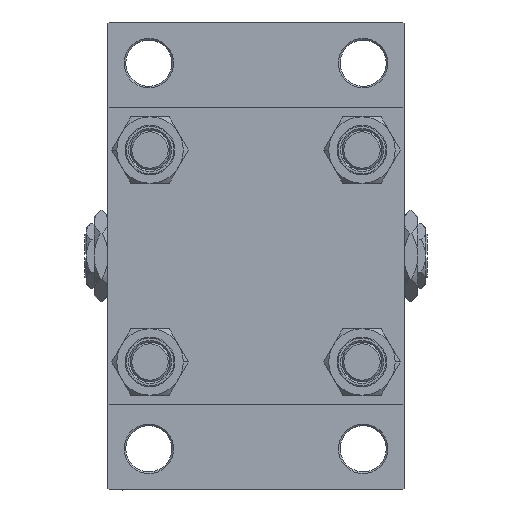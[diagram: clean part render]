
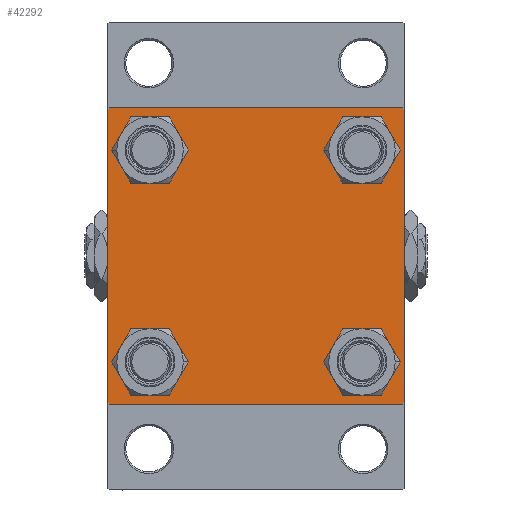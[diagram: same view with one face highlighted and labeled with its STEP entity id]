
A CAD part, left-side view. The second image highlights one B-rep face of the part: STEP entity #42292.
In plain terms, the highlighted planar face has unit normal (-1, 0, 0).
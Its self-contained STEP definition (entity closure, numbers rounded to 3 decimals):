
#561 = DIRECTION ( 'NONE',  ( -1., 0., 0. ) ) ;
#576 = ORIENTED_EDGE ( 'NONE', *, *, #5576, .T. ) ;
#728 = CARTESIAN_POINT ( 'NONE',  ( 0., 32.15, -38.65 ) ) ;
#828 = VERTEX_POINT ( 'NONE', #15183 ) ;
#906 = VECTOR ( 'NONE', #23915, 1000. ) ;
#1113 = ORIENTED_EDGE ( 'NONE', *, *, #12967, .T. ) ;
#1126 = LINE ( 'NONE', #38545, #906 ) ;
#1515 = PLANE ( 'NONE',  #23185 ) ;
#2529 = CARTESIAN_POINT ( 'NONE',  ( 0., -45., 45. ) ) ;
#2859 = VERTEX_POINT ( 'NONE', #46767 ) ;
#3009 = DIRECTION ( 'NONE',  ( 0., -1., 0. ) ) ;
#4236 = EDGE_CURVE ( 'NONE', #45723, #2859, #44921, .T. ) ;
#4265 = DIRECTION ( 'NONE',  ( 0., 0., 1. ) ) ;
#4742 = DIRECTION ( 'NONE',  ( 0., 0., 1. ) ) ;
#4806 = EDGE_CURVE ( 'NONE', #29356, #33978, #11083, .T. ) ;
#5228 = FACE_OUTER_BOUND ( 'NONE', #33799, .T. ) ;
#5239 = VERTEX_POINT ( 'NONE', #22043 ) ;
#5365 = EDGE_CURVE ( 'NONE', #34145, #23861, #37859, .T. ) ;
#5576 = EDGE_CURVE ( 'NONE', #48413, #25863, #37076, .T. ) ;
#5710 = ORIENTED_EDGE ( 'NONE', *, *, #20200, .T. ) ;
#5900 = CARTESIAN_POINT ( 'NONE',  ( 0., 45., 45. ) ) ;
#6342 = CARTESIAN_POINT ( 'NONE',  ( 0., 44.75, 44.75 ) ) ;
#6709 = DIRECTION ( 'NONE',  ( 0., 0., 1. ) ) ;
#6785 = ORIENTED_EDGE ( 'NONE', *, *, #38333, .T. ) ;
#7480 = LINE ( 'NONE', #40442, #33788 ) ;
#7959 = EDGE_LOOP ( 'NONE', ( #8198, #33971 ) ) ;
#8112 = CARTESIAN_POINT ( 'NONE',  ( 0., -32.15, 32.15 ) ) ;
#8198 = ORIENTED_EDGE ( 'NONE', *, *, #30285, .T. ) ;
#8957 = DIRECTION ( 'NONE',  ( 0., 0., 1. ) ) ;
#9237 = EDGE_CURVE ( 'NONE', #48413, #44792, #1126, .T. ) ;
#10382 = LINE ( 'NONE', #18820, #30979 ) ;
#10724 = CARTESIAN_POINT ( 'NONE',  ( 0., -44.5, 45. ) ) ;
#11083 = CIRCLE ( 'NONE', #38760, 6.5 ) ;
#11366 = CIRCLE ( 'NONE', #44613, 6.5 ) ;
#11516 = CIRCLE ( 'NONE', #27308, 6.5 ) ;
#12290 = ORIENTED_EDGE ( 'NONE', *, *, #4236, .F. ) ;
#12692 = FACE_BOUND ( 'NONE', #42680, .T. ) ;
#12708 = EDGE_LOOP ( 'NONE', ( #46115, #6785 ) ) ;
#12809 = EDGE_CURVE ( 'NONE', #17969, #828, #11366, .T. ) ;
#12908 = EDGE_CURVE ( 'NONE', #828, #17969, #42232, .T. ) ;
#12967 = EDGE_CURVE ( 'NONE', #48367, #26278, #27956, .T. ) ;
#13227 = CARTESIAN_POINT ( 'NONE',  ( 0., -32.15, 32.15 ) ) ;
#13266 = EDGE_CURVE ( 'NONE', #25863, #34145, #28709, .T. ) ;
#13604 = CARTESIAN_POINT ( 'NONE',  ( 0., 44.5, 45. ) ) ;
#13640 = CIRCLE ( 'NONE', #23919, 6.5 ) ;
#14861 = CARTESIAN_POINT ( 'NONE',  ( 0., -32.15, 25.65 ) ) ;
#14907 = CARTESIAN_POINT ( 'NONE',  ( 0., 32.15, -32.15 ) ) ;
#14970 = CARTESIAN_POINT ( 'NONE',  ( 0., 32.15, 25.65 ) ) ;
#15183 = CARTESIAN_POINT ( 'NONE',  ( 0., -32.15, -25.65 ) ) ;
#15684 = EDGE_CURVE ( 'NONE', #45723, #44792, #34383, .T. ) ;
#16195 = EDGE_LOOP ( 'NONE', ( #35227, #1113 ) ) ;
#17083 = DIRECTION ( 'NONE',  ( 0., 0., -1. ) ) ;
#17161 = CARTESIAN_POINT ( 'NONE',  ( 0., 45., 44.5 ) ) ;
#17498 = CARTESIAN_POINT ( 'NONE',  ( 0., -32.15, -38.65 ) ) ;
#17693 = DIRECTION ( 'NONE',  ( 1., 0., 0. ) ) ;
#17969 = VERTEX_POINT ( 'NONE', #17498 ) ;
#18032 = DIRECTION ( 'NONE',  ( 0., 0.707, -0.707 ) ) ;
#18820 = CARTESIAN_POINT ( 'NONE',  ( 0., -44.75, -44.75 ) ) ;
#20200 = EDGE_CURVE ( 'NONE', #30260, #2859, #10382, .T. ) ;
#21225 = CIRCLE ( 'NONE', #27536, 6.5 ) ;
#21345 = DIRECTION ( 'NONE',  ( 0., 0., 1. ) ) ;
#21618 = ORIENTED_EDGE ( 'NONE', *, *, #12809, .T. ) ;
#21755 = CARTESIAN_POINT ( 'NONE',  ( 0., 32.15, 32.15 ) ) ;
#22043 = CARTESIAN_POINT ( 'NONE',  ( 0., 32.15, 38.65 ) ) ;
#22484 = DIRECTION ( 'NONE',  ( 1., 0., 0. ) ) ;
#23185 = AXIS2_PLACEMENT_3D ( 'NONE', #34507, #561, #4742 ) ;
#23861 = VERTEX_POINT ( 'NONE', #27721 ) ;
#23915 = DIRECTION ( 'NONE',  ( 0., -1., 0. ) ) ;
#23919 = AXIS2_PLACEMENT_3D ( 'NONE', #42427, #42900, #8957 ) ;
#24755 = VERTEX_POINT ( 'NONE', #14970 ) ;
#25863 = VERTEX_POINT ( 'NONE', #17161 ) ;
#26237 = DIRECTION ( 'NONE',  ( 0., -0.707, -0.707 ) ) ;
#26278 = VERTEX_POINT ( 'NONE', #29961 ) ;
#27022 = ORIENTED_EDGE ( 'NONE', *, *, #5365, .T. ) ;
#27197 = DIRECTION ( 'NONE',  ( 1., 0., 0. ) ) ;
#27203 = AXIS2_PLACEMENT_3D ( 'NONE', #47113, #39184, #31740 ) ;
#27308 = AXIS2_PLACEMENT_3D ( 'NONE', #14907, #30004, #6709 ) ;
#27452 = CARTESIAN_POINT ( 'NONE',  ( 0., 45., -44.5 ) ) ;
#27536 = AXIS2_PLACEMENT_3D ( 'NONE', #8112, #27197, #48596 ) ;
#27721 = CARTESIAN_POINT ( 'NONE',  ( 0., 44.5, -45. ) ) ;
#27948 = EDGE_CURVE ( 'NONE', #26278, #48367, #11516, .T. ) ;
#27956 = CIRCLE ( 'NONE', #32707, 6.5 ) ;
#28408 = CARTESIAN_POINT ( 'NONE',  ( 0., -32.15, 38.65 ) ) ;
#28456 = VECTOR ( 'NONE', #37474, 1000. ) ;
#28709 = LINE ( 'NONE', #5900, #32633 ) ;
#28771 = CARTESIAN_POINT ( 'NONE',  ( 0., 32.15, -32.15 ) ) ;
#29356 = VERTEX_POINT ( 'NONE', #28408 ) ;
#29961 = CARTESIAN_POINT ( 'NONE',  ( 0., 32.15, -25.65 ) ) ;
#30004 = DIRECTION ( 'NONE',  ( 1., 0., 0. ) ) ;
#30057 = ORIENTED_EDGE ( 'NONE', *, *, #35087, .T. ) ;
#30260 = VERTEX_POINT ( 'NONE', #33123 ) ;
#30285 = EDGE_CURVE ( 'NONE', #5239, #24755, #46367, .T. ) ;
#30416 = DIRECTION ( 'NONE',  ( 0., 0.707, 0.707 ) ) ;
#30979 = VECTOR ( 'NONE', #45314, 1000. ) ;
#31500 = FACE_BOUND ( 'NONE', #12708, .T. ) ;
#31740 = DIRECTION ( 'NONE',  ( 0., 0., 1. ) ) ;
#32216 = CARTESIAN_POINT ( 'NONE',  ( 0., -45., 44.5 ) ) ;
#32633 = VECTOR ( 'NONE', #17083, 1000. ) ;
#32707 = AXIS2_PLACEMENT_3D ( 'NONE', #28771, #44640, #21345 ) ;
#32785 = DIRECTION ( 'NONE',  ( 0., 0., 1. ) ) ;
#33123 = CARTESIAN_POINT ( 'NONE',  ( 0., -44.5, -45. ) ) ;
#33788 = VECTOR ( 'NONE', #3009, 1000. ) ;
#33799 = EDGE_LOOP ( 'NONE', ( #41858, #27022, #30057, #5710, #12290, #36161, #47180, #576 ) ) ;
#33867 = DIRECTION ( 'NONE',  ( 0., 0., 1. ) ) ;
#33971 = ORIENTED_EDGE ( 'NONE', *, *, #44030, .T. ) ;
#33978 = VERTEX_POINT ( 'NONE', #14861 ) ;
#34018 = CARTESIAN_POINT ( 'NONE',  ( 0., -32.15, -32.15 ) ) ;
#34145 = VERTEX_POINT ( 'NONE', #27452 ) ;
#34383 = LINE ( 'NONE', #42782, #40647 ) ;
#34507 = CARTESIAN_POINT ( 'NONE',  ( 0., 0., 0. ) ) ;
#34525 = AXIS2_PLACEMENT_3D ( 'NONE', #21755, #22484, #33867 ) ;
#35087 = EDGE_CURVE ( 'NONE', #23861, #30260, #7480, .T. ) ;
#35227 = ORIENTED_EDGE ( 'NONE', *, *, #27948, .T. ) ;
#35458 = FACE_BOUND ( 'NONE', #16195, .T. ) ;
#36161 = ORIENTED_EDGE ( 'NONE', *, *, #15684, .T. ) ;
#37076 = LINE ( 'NONE', #6342, #43530 ) ;
#37208 = VECTOR ( 'NONE', #26237, 1000. ) ;
#37474 = DIRECTION ( 'NONE',  ( 0., 0., -1. ) ) ;
#37859 = LINE ( 'NONE', #41839, #37208 ) ;
#38207 = DIRECTION ( 'NONE',  ( 1., 0., 0. ) ) ;
#38333 = EDGE_CURVE ( 'NONE', #33978, #29356, #21225, .T. ) ;
#38545 = CARTESIAN_POINT ( 'NONE',  ( 0., 45., 45. ) ) ;
#38760 = AXIS2_PLACEMENT_3D ( 'NONE', #13227, #17693, #32785 ) ;
#39184 = DIRECTION ( 'NONE',  ( 1., 0., 0. ) ) ;
#39187 = FACE_BOUND ( 'NONE', #7959, .T. ) ;
#40442 = CARTESIAN_POINT ( 'NONE',  ( 0., 45., -45. ) ) ;
#40647 = VECTOR ( 'NONE', #30416, 1000. ) ;
#41839 = CARTESIAN_POINT ( 'NONE',  ( 0., 44.75, -44.75 ) ) ;
#41858 = ORIENTED_EDGE ( 'NONE', *, *, #13266, .T. ) ;
#42232 = CIRCLE ( 'NONE', #27203, 6.5 ) ;
#42292 = ADVANCED_FACE ( 'NONE', ( #31500, #12692, #35458, #39187, #5228 ), #1515, .T. ) ;
#42427 = CARTESIAN_POINT ( 'NONE',  ( 0., 32.15, 32.15 ) ) ;
#42680 = EDGE_LOOP ( 'NONE', ( #48865, #21618 ) ) ;
#42782 = CARTESIAN_POINT ( 'NONE',  ( 0., -44.75, 44.75 ) ) ;
#42900 = DIRECTION ( 'NONE',  ( 1., 0., 0. ) ) ;
#43530 = VECTOR ( 'NONE', #18032, 1000. ) ;
#44030 = EDGE_CURVE ( 'NONE', #24755, #5239, #13640, .T. ) ;
#44613 = AXIS2_PLACEMENT_3D ( 'NONE', #34018, #38207, #4265 ) ;
#44640 = DIRECTION ( 'NONE',  ( 1., 0., 0. ) ) ;
#44792 = VERTEX_POINT ( 'NONE', #10724 ) ;
#44921 = LINE ( 'NONE', #2529, #28456 ) ;
#45314 = DIRECTION ( 'NONE',  ( 0., -0.707, 0.707 ) ) ;
#45723 = VERTEX_POINT ( 'NONE', #32216 ) ;
#46115 = ORIENTED_EDGE ( 'NONE', *, *, #4806, .T. ) ;
#46367 = CIRCLE ( 'NONE', #34525, 6.5 ) ;
#46767 = CARTESIAN_POINT ( 'NONE',  ( 0., -45., -44.5 ) ) ;
#47113 = CARTESIAN_POINT ( 'NONE',  ( 0., -32.15, -32.15 ) ) ;
#47180 = ORIENTED_EDGE ( 'NONE', *, *, #9237, .F. ) ;
#48367 = VERTEX_POINT ( 'NONE', #728 ) ;
#48413 = VERTEX_POINT ( 'NONE', #13604 ) ;
#48596 = DIRECTION ( 'NONE',  ( 0., 0., 1. ) ) ;
#48865 = ORIENTED_EDGE ( 'NONE', *, *, #12908, .T. ) ;
